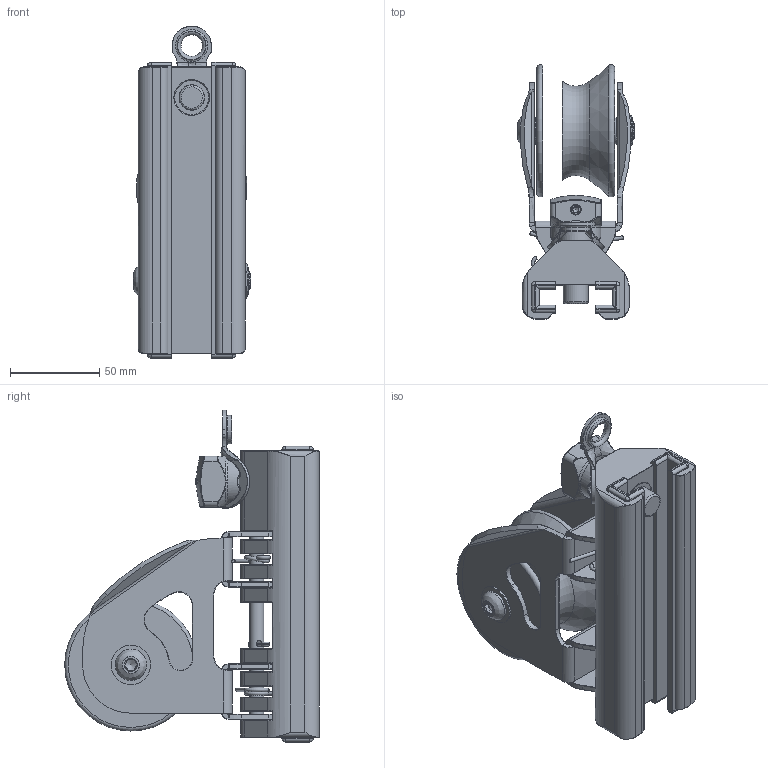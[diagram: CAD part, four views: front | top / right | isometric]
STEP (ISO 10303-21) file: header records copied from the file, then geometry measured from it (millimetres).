
FILE_DESCRIPTION(/* description */ (''),/* implementation_level */ '2;1');
FILE_NAME(/* name */ '623.492.stp',/* time_stamp */ '2021-12-22T16:33:50+01:00',/* author */ ('lucade'),/* organization */ (''),/* preprocessor_version */ 'ST-DEVELOPER v18.1',/* originating_system */ 'Autodesk Inventor 2021',/* authorisation */ '');
FILE_SCHEMA (('AUTOMOTIVE_DESIGN { 1 0 10303 214 3 1 1 }'));
Products named in the file (1): 21122225
Bounding box: 65.5 x 142.35 x 185.65 mm (x, y, z)
Volume: 414052.2 mm3; surface area: 153155.6 mm2
Topology: 4 solids, 4 shells, 1345 faces, 3280 edges, 1959 vertices
Faces by surface type: cylinder 438, torus 299, plane 296, bspline 230, cone 50, sphere 32
Full cylindrical faces by diameter (mm): 2 x4, 3.2 x1, 5 x1, 5.6 x2, 5.8 x2, 6.2 x6, 6.3 x2, 6.9 x2, 7 x1, 7.25 x1, 8 x1, 8.1 x8, 8.4 x4, 8.5 x4, 10 x3, 10.2 x2, 10.25 x2, 10.8 x2, 13.6 x2, 13.8 x2, 13.9 x1, 14.25 x1, 14.8 x2, 16 x1, 17 x4, 18 x1, 22 x2, 23 x1
Entity records: 53707 total; most frequent: CARTESIAN_POINT 22976, ORIENTED_EDGE 6534, DIRECTION 6423, EDGE_CURVE 3267, AXIS2_PLACEMENT_3D 2693, VERTEX_POINT 1959, CIRCLE 1504, EDGE_LOOP 1436
